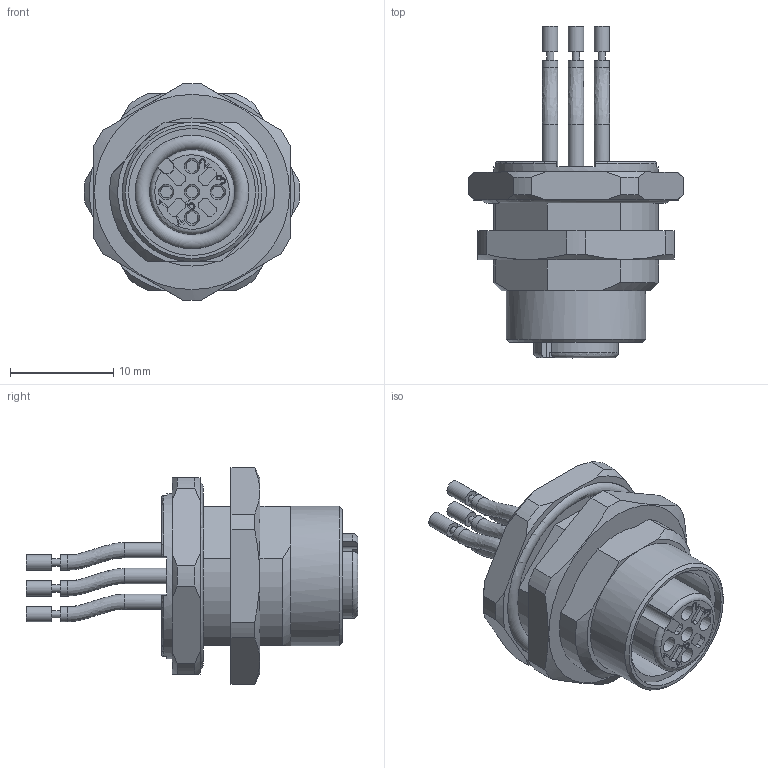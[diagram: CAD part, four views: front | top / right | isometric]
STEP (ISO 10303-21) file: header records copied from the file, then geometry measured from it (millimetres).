
FILE_DESCRIPTION(/* description */ (''),/* implementation_level */ '2;1');
FILE_NAME(/* name */ 'AL-FHM12KUA5-m_M16_stp.stp',/* time_stamp */ '2016-11-16T17:07:03+01:00',/* author */ (''),/* organization */ (''),/* preprocessor_version */ 'ST-DEVELOPER v16',/* originating_system */ 'SIEMENS PLM Software NX 10.0',/* authorisation */ '');
FILE_SCHEMA (('AUTOMOTIVE_DESIGN { 1 0 10303 214 3 1 1 1 }'));
Length unit declared in the file: millimetre
Products named in the file (1): AL-FHM12KUA5-m_M16_stp
Bounding box: 20.89 x 32.15 x 20.99 mm (x, y, z)
Volume: 3450.2 mm3; surface area: 2724.1 mm2
Topology: 1 solids, 1 shells, 264 faces, 702 edges, 467 vertices
Faces by surface type: plane 116, cylinder 76, extrusion 32, cone 24, torus 11, bspline 5
Full cylindrical faces by diameter (mm): 0.7 x5, 1.15 x5, 1.5 x15, 11 x1, 12.3 x1, 13.5 x1, 16 x1
Entity records: 8736 total; most frequent: CARTESIAN_POINT 2523, ORIENTED_EDGE 1268, DIRECTION 1197, EDGE_CURVE 634, VERTEX_POINT 443, AXIS2_PLACEMENT_3D 429, EDGE_LOOP 343, VECTOR 339
